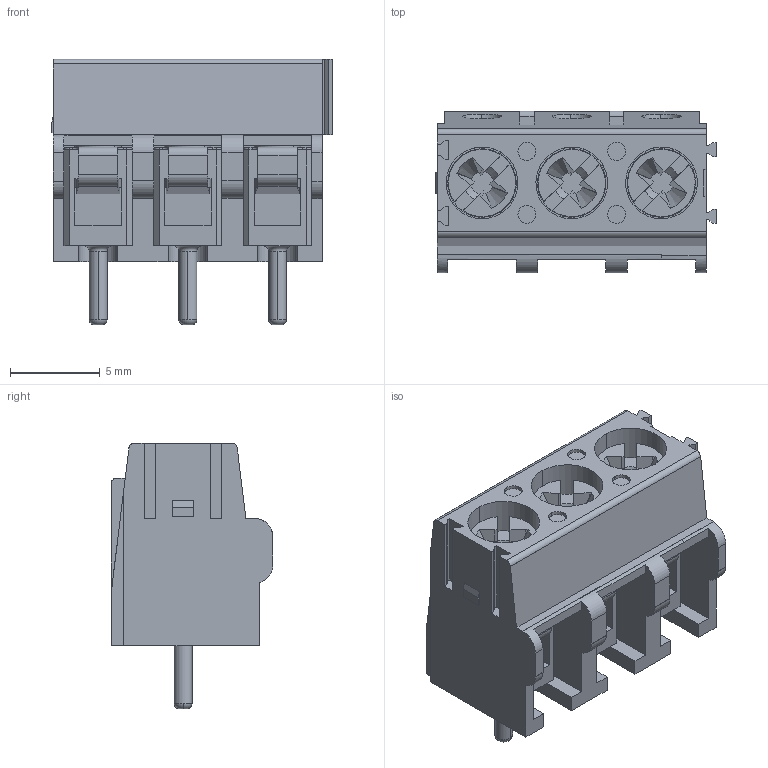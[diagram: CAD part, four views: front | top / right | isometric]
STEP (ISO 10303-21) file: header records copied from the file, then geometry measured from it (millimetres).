
FILE_DESCRIPTION(('STEP AP214'),'1');
FILE_NAME('cctmp_D5275346-4234-4075-B8DF-A61EC2272482_2023_03_20_09_59_37_0330_6036..stp','2023-03-20T09:59:37',('PHOENIX CONTACT Deutschland GmbH'),('CADClick - www.CADClick.com'),'Spatial InterOp 3D',' ','unknown authorization');
FILE_SCHEMA(('AUTOMOTIVE_DESIGN'));
Length unit declared in the file: millimetre
Products named in the file (8): 2023_03_20_09_59_37_0002; 2023_03_20_09_59_37_0330; 2023_03_20_09_59_37_0315; 2023_03_20_09_59_37_0299; 2023_03_20_09_59_37_0283; 2023_03_20_09_59_37_0268; 2023_03_20_09_59_37_0252; 2023_03_20_09_59_37_0236
Assembly tree (7 placements, depth 2):
  2023_03_20_09_59_37_0002
    2023_03_20_09_59_37_0330
    2023_03_20_09_59_37_0315
    2023_03_20_09_59_37_0299
    2023_03_20_09_59_37_0283
    2023_03_20_09_59_37_0268
    2023_03_20_09_59_37_0252
    2023_03_20_09_59_37_0236
Bounding box: 15.67 x 9 x 14.8 mm (x, y, z)
Volume: 951.9 mm3; surface area: 2134.6 mm2
Topology: 7 solids, 7 shells, 497 faces, 1459 edges, 974 vertices
Faces by surface type: plane 257, cylinder 186, cone 36, torus 18
Entity records: 34600 total; most frequent: CARTESIAN_POINT 6616, ORIENTED_EDGE 2920, DIRECTION 2786, STYLED_ITEM 2565, PRESENTATION_STYLE_ASSIGNMENT 2565, COLOUR_RGB 2565, EDGE_CURVE 1460, CURVE_STYLE 1334
